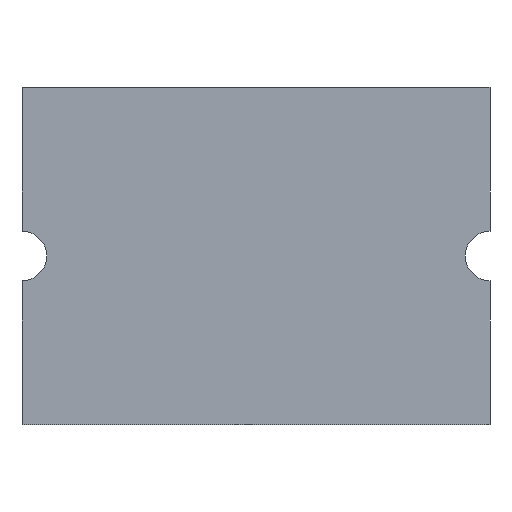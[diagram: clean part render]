
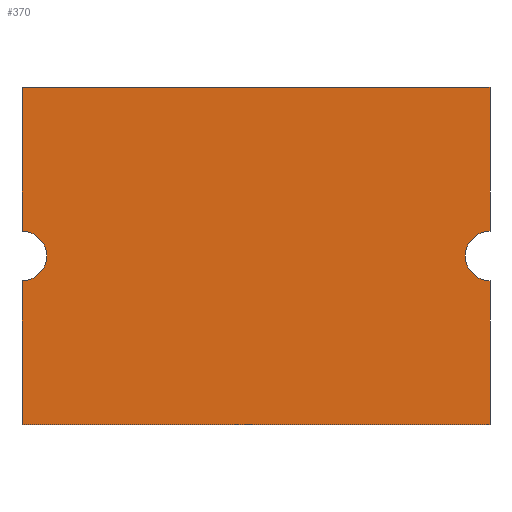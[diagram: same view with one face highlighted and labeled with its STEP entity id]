
A CAD part, front view. The second image highlights one B-rep face of the part: STEP entity #370.
In plain terms, the highlighted planar face has unit normal (0, -1, 0).
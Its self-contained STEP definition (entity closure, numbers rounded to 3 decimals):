
#14 = EDGE_CURVE ( 'NONE', #179, #545, #472, .T. ) ;
#15 = CARTESIAN_POINT ( 'NONE',  ( 2.365, 0., 0. ) ) ;
#20 = ORIENTED_EDGE ( 'NONE', *, *, #392, .F. ) ;
#24 = ORIENTED_EDGE ( 'NONE', *, *, #14, .F. ) ;
#47 = CIRCLE ( 'NONE', #141, 0.25 ) ;
#48 = CIRCLE ( 'NONE', #533, 0.25 ) ;
#55 = DIRECTION ( 'NONE',  ( 0., 1., 0. ) ) ;
#62 = EDGE_CURVE ( 'NONE', #545, #647, #516, .T. ) ;
#64 = PLANE ( 'NONE',  #333 ) ;
#78 = VERTEX_POINT ( 'NONE', #340 ) ;
#93 = VERTEX_POINT ( 'NONE', #119 ) ;
#119 = CARTESIAN_POINT ( 'NONE',  ( -2.365, 0., 1.705 ) ) ;
#124 = CARTESIAN_POINT ( 'NONE',  ( -2.365, 0., -0.25 ) ) ;
#127 = DIRECTION ( 'NONE',  ( 0., 0., 1. ) ) ;
#132 = ORIENTED_EDGE ( 'NONE', *, *, #62, .F. ) ;
#141 = AXIS2_PLACEMENT_3D ( 'NONE', #549, #244, #127 ) ;
#155 = VERTEX_POINT ( 'NONE', #236 ) ;
#171 = CARTESIAN_POINT ( 'NONE',  ( 2.365, 0., 0. ) ) ;
#179 = VERTEX_POINT ( 'NONE', #627 ) ;
#180 = DIRECTION ( 'NONE',  ( 0., 0., 1. ) ) ;
#185 = ORIENTED_EDGE ( 'NONE', *, *, #651, .F. ) ;
#193 = DIRECTION ( 'NONE',  ( 0., 0., 1. ) ) ;
#196 = EDGE_LOOP ( 'NONE', ( #24, #316, #453, #601, #20, #185, #372, #132 ) ) ;
#211 = DIRECTION ( 'NONE',  ( 1., 0., 0. ) ) ;
#236 = CARTESIAN_POINT ( 'NONE',  ( 2.365, 0., 1.705 ) ) ;
#237 = LINE ( 'NONE', #450, #393 ) ;
#244 = DIRECTION ( 'NONE',  ( 0., -1., 0. ) ) ;
#248 = EDGE_CURVE ( 'NONE', #78, #179, #48, .T. ) ;
#265 = CARTESIAN_POINT ( 'NONE',  ( 2.065, 0., 1.705 ) ) ;
#274 = VECTOR ( 'NONE', #574, 1000. ) ;
#279 = DIRECTION ( 'NONE',  ( -1., 0., 0. ) ) ;
#280 = LINE ( 'NONE', #641, #395 ) ;
#290 = EDGE_CURVE ( 'NONE', #155, #78, #280, .T. ) ;
#316 = ORIENTED_EDGE ( 'NONE', *, *, #248, .F. ) ;
#333 = AXIS2_PLACEMENT_3D ( 'NONE', #15, #55, #447 ) ;
#340 = CARTESIAN_POINT ( 'NONE',  ( 2.365, 0., 0.25 ) ) ;
#370 = ADVANCED_FACE ( 'NONE', ( #496 ), #64, .F. ) ;
#372 = ORIENTED_EDGE ( 'NONE', *, *, #624, .F. ) ;
#377 = CARTESIAN_POINT ( 'NONE',  ( -2.365, 0., 0.25 ) ) ;
#388 = CARTESIAN_POINT ( 'NONE',  ( 2.065, 0., -1.705 ) ) ;
#392 = EDGE_CURVE ( 'NONE', #441, #93, #553, .T. ) ;
#393 = VECTOR ( 'NONE', #180, 1000. ) ;
#395 = VECTOR ( 'NONE', #489, 1000. ) ;
#402 = VECTOR ( 'NONE', #211, 1000. ) ;
#441 = VERTEX_POINT ( 'NONE', #377 ) ;
#442 = EDGE_CURVE ( 'NONE', #93, #155, #478, .T. ) ;
#447 = DIRECTION ( 'NONE',  ( 0., 0., 1. ) ) ;
#450 = CARTESIAN_POINT ( 'NONE',  ( -2.365, 0., -0.25 ) ) ;
#453 = ORIENTED_EDGE ( 'NONE', *, *, #290, .F. ) ;
#472 = LINE ( 'NONE', #668, #274 ) ;
#478 = LINE ( 'NONE', #265, #402 ) ;
#489 = DIRECTION ( 'NONE',  ( 0., 0., -1. ) ) ;
#496 = FACE_OUTER_BOUND ( 'NONE', #196, .T. ) ;
#516 = LINE ( 'NONE', #388, #590 ) ;
#533 = AXIS2_PLACEMENT_3D ( 'NONE', #171, #596, #583 ) ;
#545 = VERTEX_POINT ( 'NONE', #632 ) ;
#549 = CARTESIAN_POINT ( 'NONE',  ( -2.365, 0., 0. ) ) ;
#553 = LINE ( 'NONE', #653, #600 ) ;
#574 = DIRECTION ( 'NONE',  ( 0., 0., -1. ) ) ;
#583 = DIRECTION ( 'NONE',  ( 0., 0., 1. ) ) ;
#590 = VECTOR ( 'NONE', #279, 1000. ) ;
#596 = DIRECTION ( 'NONE',  ( 0., -1., 0. ) ) ;
#598 = CARTESIAN_POINT ( 'NONE',  ( -2.365, 0., -1.705 ) ) ;
#600 = VECTOR ( 'NONE', #193, 1000. ) ;
#601 = ORIENTED_EDGE ( 'NONE', *, *, #442, .F. ) ;
#617 = VERTEX_POINT ( 'NONE', #124 ) ;
#624 = EDGE_CURVE ( 'NONE', #647, #617, #237, .T. ) ;
#627 = CARTESIAN_POINT ( 'NONE',  ( 2.365, 0., -0.25 ) ) ;
#632 = CARTESIAN_POINT ( 'NONE',  ( 2.365, 0., -1.705 ) ) ;
#641 = CARTESIAN_POINT ( 'NONE',  ( 2.365, 0., 1.705 ) ) ;
#647 = VERTEX_POINT ( 'NONE', #598 ) ;
#651 = EDGE_CURVE ( 'NONE', #617, #441, #47, .T. ) ;
#653 = CARTESIAN_POINT ( 'NONE',  ( -2.365, 0., 1.705 ) ) ;
#668 = CARTESIAN_POINT ( 'NONE',  ( 2.365, 0., -0.25 ) ) ;
